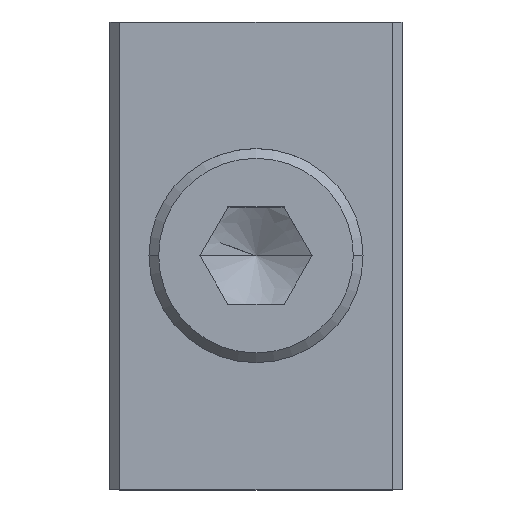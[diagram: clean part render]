
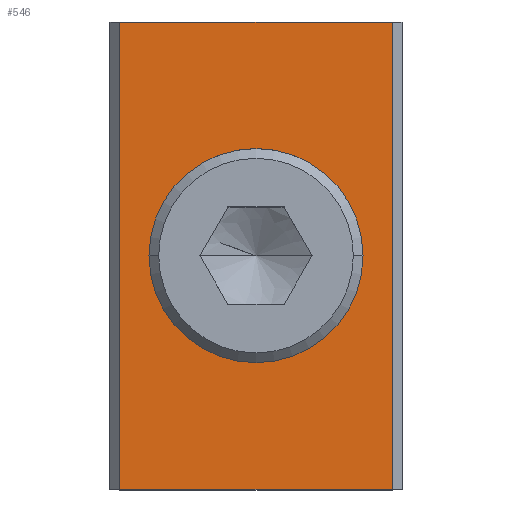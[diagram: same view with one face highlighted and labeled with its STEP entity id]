
A CAD part, top view. The second image highlights one B-rep face of the part: STEP entity #546.
In plain terms, the highlighted planar face has unit normal (0, 0, 1).
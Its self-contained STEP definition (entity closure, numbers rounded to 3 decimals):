
#434=EDGE_CURVE('',#746,#616,#1242,.T.);
#496=EDGE_CURVE('',#746,#700,#1307,.T.);
#512=EDGE_CURVE('',#1208,#616,#1324,.T.);
#546=ADVANCED_FACE('',(#1363,#1364),#1365,.T.);
#572=VERTEX_POINT('',#1393);
#616=VERTEX_POINT('',#1442);
#700=VERTEX_POINT('',#1535);
#746=VERTEX_POINT('',#1586);
#836=EDGE_CURVE('',#700,#1208,#1687,.T.);
#850=EDGE_CURVE('',#1110,#572,#1703,.T.);
#1110=VERTEX_POINT('',#1995);
#1178=EDGE_CURVE('',#572,#1110,#2073,.T.);
#1208=VERTEX_POINT('',#2107);
#1242=LINE('',#2141,#2142);
#1307=LINE('',#2238,#2239);
#1324=LINE('',#2263,#2264);
#1363=FACE_BOUND('',#2338,.T.);
#1364=FACE_OUTER_BOUND('',#2339,.T.);
#1365=PLANE('',#2340);
#1393=CARTESIAN_POINT('',(-5.5,0.,17.0));
#1442=CARTESIAN_POINT('',(-7.0,12.0,17.0));
#1535=CARTESIAN_POINT('',(7.,-12.0,17.0));
#1586=CARTESIAN_POINT('',(-7.0,-12.0,17.0));
#1687=LINE('',#2776,#2777);
#1703=CIRCLE('',#2800,5.5);
#1995=CARTESIAN_POINT('',(5.5,0.,17.));
#2073=CIRCLE('',#3308,5.5);
#2107=CARTESIAN_POINT('',(7.,12.0,17.0));
#2141=CARTESIAN_POINT('',(-7.0,-12.0,17.0));
#2142=VECTOR('',#3372,1.0);
#2238=CARTESIAN_POINT('',(-7.0,-12.0,17.0));
#2239=VECTOR('',#3418,1.0);
#2263=CARTESIAN_POINT('',(-7.0,12.0,17.0));
#2264=VECTOR('',#3435,1.0);
#2338=EDGE_LOOP('',(#3481,#3482));
#2339=EDGE_LOOP('',(#3483,#3484,#3485,#3486));
#2340=AXIS2_PLACEMENT_3D('',#3487,#3488,#3489);
#2776=CARTESIAN_POINT('',(7.,-12.0,17.0));
#2777=VECTOR('',#3864,1.0);
#2800=AXIS2_PLACEMENT_3D('',#3883,#3884,#3885);
#3308=AXIS2_PLACEMENT_3D('',#4384,#4385,#4386);
#3372=DIRECTION('',(0.0,1.0,0.0));
#3418=DIRECTION('',(1.0,0.0,0.0));
#3435=DIRECTION('',(-1.0,0.0,0.0));
#3481=ORIENTED_EDGE('',*,*,#850,.T.);
#3482=ORIENTED_EDGE('',*,*,#1178,.T.);
#3483=ORIENTED_EDGE('',*,*,#512,.T.);
#3484=ORIENTED_EDGE('',*,*,#434,.F.);
#3485=ORIENTED_EDGE('',*,*,#496,.T.);
#3486=ORIENTED_EDGE('',*,*,#836,.T.);
#3487=CARTESIAN_POINT('',(7.,-12.0,17.0));
#3488=DIRECTION('',(0.0,-0.0,1.0));
#3489=DIRECTION('',(0.0,1.0,0.0));
#3864=DIRECTION('',(0.0,1.0,0.0));
#3883=CARTESIAN_POINT('',(0.,0.,17.0));
#3884=DIRECTION('',(0.0,0.0,-1.0));
#3885=DIRECTION('',(1.0,0.0,0.0));
#4384=CARTESIAN_POINT('',(0.,0.,17.0));
#4385=DIRECTION('',(0.0,0.0,-1.0));
#4386=DIRECTION('',(1.0,0.0,0.0));
